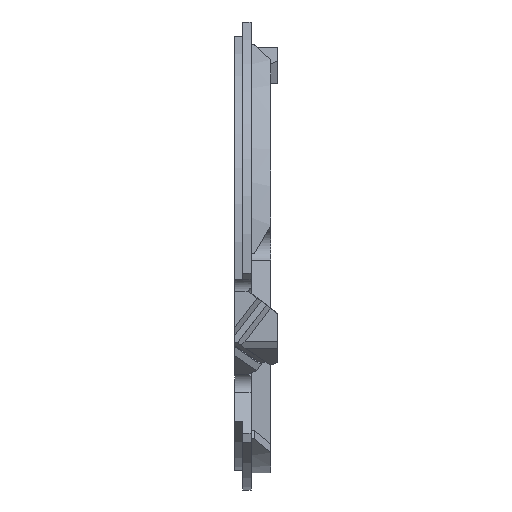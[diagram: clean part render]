
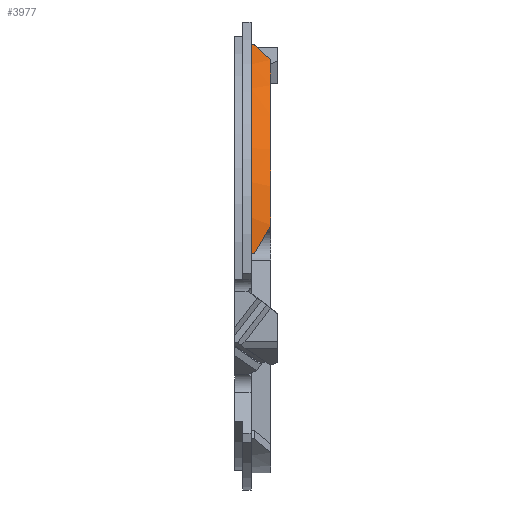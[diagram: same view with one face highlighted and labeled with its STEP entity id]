
A CAD part, left-side view. The second image highlights one B-rep face of the part: STEP entity #3977.
In plain terms, the highlighted cylindrical face has radius 138 mm (diameter 276 mm), a partial arc.
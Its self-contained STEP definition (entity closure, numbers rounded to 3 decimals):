
#274 = DIRECTION ( 'NONE',  ( 0., 0., 1. ) ) ;
#421 = VERTEX_POINT ( 'NONE', #4744 ) ;
#461 = EDGE_CURVE ( 'Defeatured_0_101+Defeatured_0_149+Defeatured_0_102+Defeatured_0_100', #778, #5262, #2786, .T. ) ;
#477 = CARTESIAN_POINT ( 'NONE',  ( -137.916, -22., -4.816 ) ) ;
#688 = EDGE_LOOP ( 'NONE', ( #843, #3944, #2697, #3297, #2059, #2460 ) ) ;
#769 = CARTESIAN_POINT ( 'NONE',  ( -69.902, -15.344, 119.127 ) ) ;
#778 = VERTEX_POINT ( 'NONE', #4487 ) ;
#843 = ORIENTED_EDGE ( 'NONE', *, *, #3151, .F. ) ;
#896 = CARTESIAN_POINT ( 'NONE',  ( -79.568, -22., 112.752 ) ) ;
#906 = CARTESIAN_POINT ( 'NONE',  ( -64.787, -12., 121.847 ) ) ;
#919 = CARTESIAN_POINT ( 'NONE',  ( -137.43, -22., 12.532 ) ) ;
#993 = DIRECTION ( 'NONE',  ( 0., -1., 0. ) ) ;
#1005 = CARTESIAN_POINT ( 'NONE',  ( -64.787, -10., 121.847 ) ) ;
#1221 = DIRECTION ( 'NONE',  ( 0., 1., 0. ) ) ;
#1251 = CARTESIAN_POINT ( 'NONE',  ( -137.956, -18.682, 6.763 ) ) ;
#1395 = DIRECTION ( 'NONE',  ( 0., 0., -1. ) ) ;
#1588 = VECTOR ( 'NONE', #2701, 1000. ) ;
#1596 = DIRECTION ( 'NONE',  ( 0., 0., -1. ) ) ;
#1652 = CYLINDRICAL_SURFACE ( 'NONE', #3256, 138. ) ;
#1756 = VERTEX_POINT ( 'NONE', #896 ) ;
#2059 = ORIENTED_EDGE ( 'NONE', *, *, #3325, .F. ) ;
#2084 = CARTESIAN_POINT ( 'NONE',  ( -138.118, -15.344, 0.973 ) ) ;
#2158 = DIRECTION ( 'NONE',  ( 0., 1., 0. ) ) ;
#2327 = DIRECTION ( 'NONE',  ( 0., -1., 0. ) ) ;
#2387 = CARTESIAN_POINT ( 'NONE',  ( 0., -22., 0. ) ) ;
#2430 = CARTESIAN_POINT ( 'NONE',  ( -74.835, -18.682, 116.092 ) ) ;
#2457 = VECTOR ( 'NONE', #2158, 1000. ) ;
#2460 = ORIENTED_EDGE ( 'NONE', *, *, #461, .T. ) ;
#2472 = CIRCLE ( 'NONE', #5350, 138. ) ;
#2625 = CARTESIAN_POINT ( 'NONE',  ( 0., -10., 0. ) ) ;
#2697 = ORIENTED_EDGE ( 'NONE', *, *, #3395, .T. ) ;
#2701 = DIRECTION ( 'NONE',  ( 0., 1., 0. ) ) ;
#2786 =( BOUNDED_CURVE ( )  B_SPLINE_CURVE ( 3, ( #5315, #2084, #1251, #919 ),
 .UNSPECIFIED., .F., .T. ) 
 B_SPLINE_CURVE_WITH_KNOTS ( ( 4, 4 ),
 ( 1.571, 1.697 ),
 .UNSPECIFIED. ) 
 CURVE ( )  GEOMETRIC_REPRESENTATION_ITEM ( )  RATIONAL_B_SPLINE_CURVE ( ( 1., 0.999, 0.999, 1. ) ) 
 REPRESENTATION_ITEM ( '' )  );
#2894 = CIRCLE ( 'NONE', #3590, 138. ) ;
#2906 = LINE ( 'NONE', #477, #2457 ) ;
#3151 = EDGE_CURVE ( 'Defeatured_0_100+Defeatured_0_101+Defeatured_0_148+Defeatured_0_149', #1756, #5262, #2894, .T. ) ;
#3256 = AXIS2_PLACEMENT_3D ( 'NONE', #3568, #1221, #274 ) ;
#3297 = ORIENTED_EDGE ( 'NONE', *, *, #4656, .T. ) ;
#3325 = EDGE_CURVE ( 'Defeatured_0_102+Defeatured_0_101+Defeatured_0_149+Defeatured_0_2', #778, #421, #2906, .T. ) ;
#3395 = EDGE_CURVE ( 'Defeatured_0_101+Defeatured_0_139+Defeatured_0_148+Defeatured_0_2', #4940, #5377, #3878, .T. ) ;
#3568 = CARTESIAN_POINT ( 'NONE',  ( 0., -22., 0. ) ) ;
#3590 = AXIS2_PLACEMENT_3D ( 'NONE', #2387, #2327, #1596 ) ;
#3878 = LINE ( 'NONE', #4725, #1588 ) ;
#3944 = ORIENTED_EDGE ( 'NONE', *, *, #4778, .T. ) ;
#3977 = ADVANCED_FACE ( 'Defeatured_0_101', ( #4002 ), #1652, .T. ) ;
#4002 = FACE_OUTER_BOUND ( 'NONE', #688, .T. ) ;
#4068 = CARTESIAN_POINT ( 'NONE',  ( -79.568, -22., 112.752 ) ) ;
#4195 = CARTESIAN_POINT ( 'NONE',  ( -137.43, -22., 12.532 ) ) ;
#4252 =( BOUNDED_CURVE ( )  B_SPLINE_CURVE ( 3, ( #4068, #2430, #769, #4423 ),
 .UNSPECIFIED., .F., .F. ) 
 B_SPLINE_CURVE_WITH_KNOTS ( ( 4, 4 ),
 ( 4.587, 4.712 ),
 .UNSPECIFIED. ) 
 CURVE ( )  GEOMETRIC_REPRESENTATION_ITEM ( )  RATIONAL_B_SPLINE_CURVE ( ( 1., 0.999, 0.999, 1. ) ) 
 REPRESENTATION_ITEM ( '' )  );
#4423 = CARTESIAN_POINT ( 'NONE',  ( -64.787, -12., 121.847 ) ) ;
#4487 = CARTESIAN_POINT ( 'NONE',  ( -137.916, -12., -4.816 ) ) ;
#4656 = EDGE_CURVE ( 'Defeatured_0_101+Defeatured_0_2+Defeatured_0_139+Defeatured_0_102', #5377, #421, #2472, .T. ) ;
#4725 = CARTESIAN_POINT ( 'NONE',  ( -64.787, -22., 121.847 ) ) ;
#4744 = CARTESIAN_POINT ( 'NONE',  ( -137.916, -10., -4.816 ) ) ;
#4778 = EDGE_CURVE ( 'Defeatured_0_101+Defeatured_0_148+Defeatured_0_100+Defeatured_0_139', #1756, #4940, #4252, .T. ) ;
#4940 = VERTEX_POINT ( 'NONE', #906 ) ;
#5262 = VERTEX_POINT ( 'NONE', #4195 ) ;
#5315 = CARTESIAN_POINT ( 'NONE',  ( -137.916, -12., -4.816 ) ) ;
#5350 = AXIS2_PLACEMENT_3D ( 'NONE', #2625, #993, #1395 ) ;
#5377 = VERTEX_POINT ( 'NONE', #1005 ) ;
